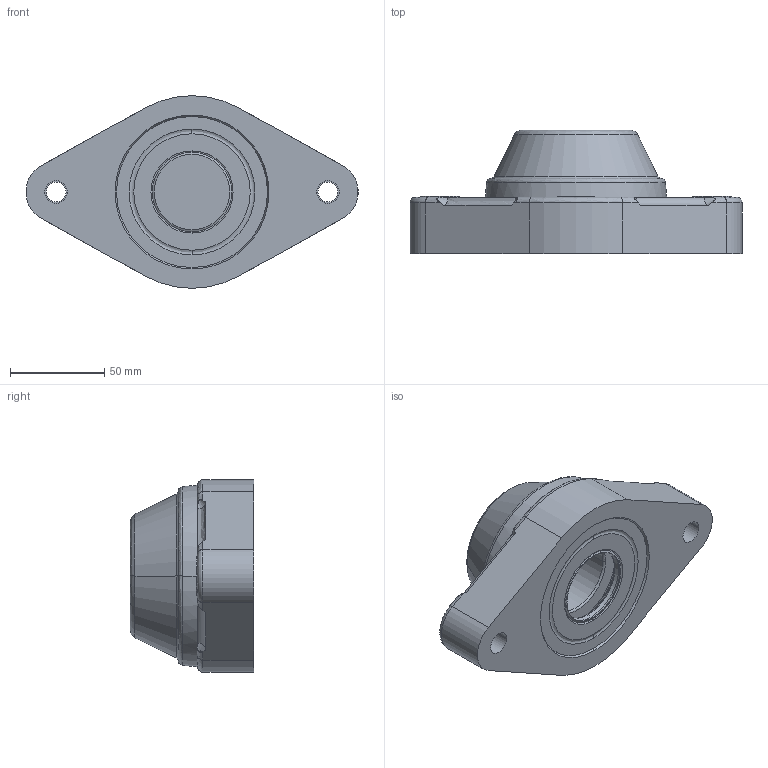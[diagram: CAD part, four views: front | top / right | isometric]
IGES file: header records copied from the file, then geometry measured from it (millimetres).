
Start section:  PTC IGES file: B0000672411l.igs
Global section: file name: B0000672411l.igs; native system: Pro/ENGINEER by Parametric Technology Corporation; preprocessor: 2010020; author: RCRU51; organization: Rex Nord Marbet spa; date: 20100624.172018; units: millimetre
Bounding box: 175.89 x 65.5 x 102 mm (x, y, z)
Surface area: 84957.7 mm2 (no closed solid volume)
Topology: 0 solids, 0 shells, 203 faces, 922 edges, 922 vertices
Faces by surface type: revolution 146, bspline 57
